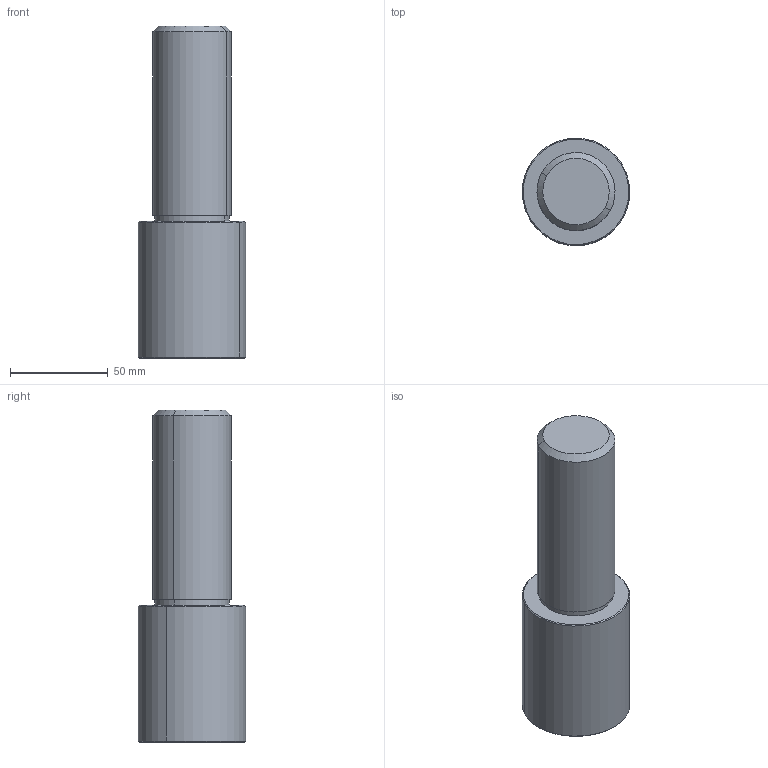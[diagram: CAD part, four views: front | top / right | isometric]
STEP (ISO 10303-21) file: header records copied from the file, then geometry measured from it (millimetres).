
FILE_DESCRIPTION(('CATIA V5 STEP Exchange'),'2;1');
FILE_NAME('RDCO101.40170.stp','2017-05-24T20:58:06+00:00',('none'),('none'),'CATIA Version 5 Release 19 GA (IN-10)','CATIA V5 STEP AP203','none');
FILE_SCHEMA(('CONFIG_CONTROL_DESIGN'));
Length unit declared in the file: millimetre
Products named in the file (1): RDCO101.40170
Bounding box: 54.98 x 54.98 x 170 mm (x, y, z)
Volume: 291024.1 mm3; surface area: 29304.9 mm2
Topology: 1 solids, 1 shells, 16 faces, 33 edges, 25 vertices
Faces by surface type: cylinder 6, cone 6, plane 4
Entity records: 439 total; most frequent: CARTESIAN_POINT 71, ORIENTED_EDGE 60, DIRECTION 57, AXIS2_PLACEMENT_3D 31, EDGE_CURVE 30, CIRCLE 18, EDGE_LOOP 18, VERTEX_POINT 18
